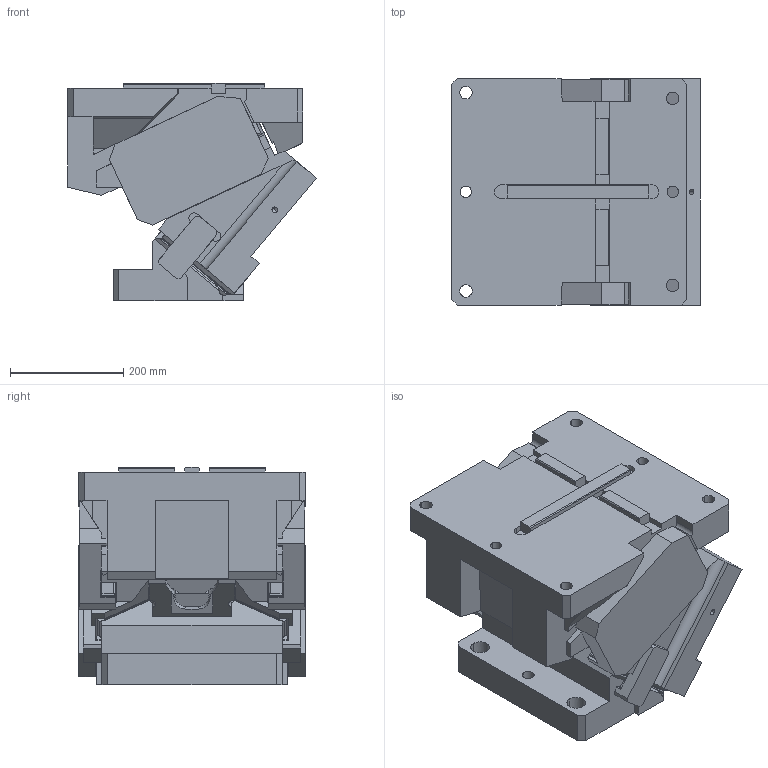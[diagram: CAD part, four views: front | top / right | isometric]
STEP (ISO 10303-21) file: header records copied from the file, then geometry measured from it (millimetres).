
FILE_DESCRIPTION(('CATIA V5 STEP Exchange'),'2;1');
FILE_NAME('CACV_F_400_40.stp','2015-04-27T07:01:26+00:00',('none'),('none'),'CATIA Version 5 Release 19 SP 2 (IN-10)','CATIA V5 STEP AP203','none');
FILE_SCHEMA(('CONFIG_CONTROL_DESIGN'));
Length unit declared in the file: millimetre
Products named in the file (1): CACV_F_400_40
Bounding box: 438.66 x 400 x 384 mm (x, y, z)
Volume: 37720699.9 mm3; surface area: 1639866.7 mm2
Topology: 3 solids, 9 shells, 656 faces, 1846 edges, 1205 vertices
Faces by surface type: plane 466, cylinder 169, cone 15, extrusion 6
Entity records: 21851 total; most frequent: CARTESIAN_POINT 5693, ORIENTED_EDGE 3680, DIRECTION 2729, EDGE_CURVE 1840, VECTOR 1450, LINE 1444, VERTEX_POINT 1205, AXIS2_PLACEMENT_3D 735
